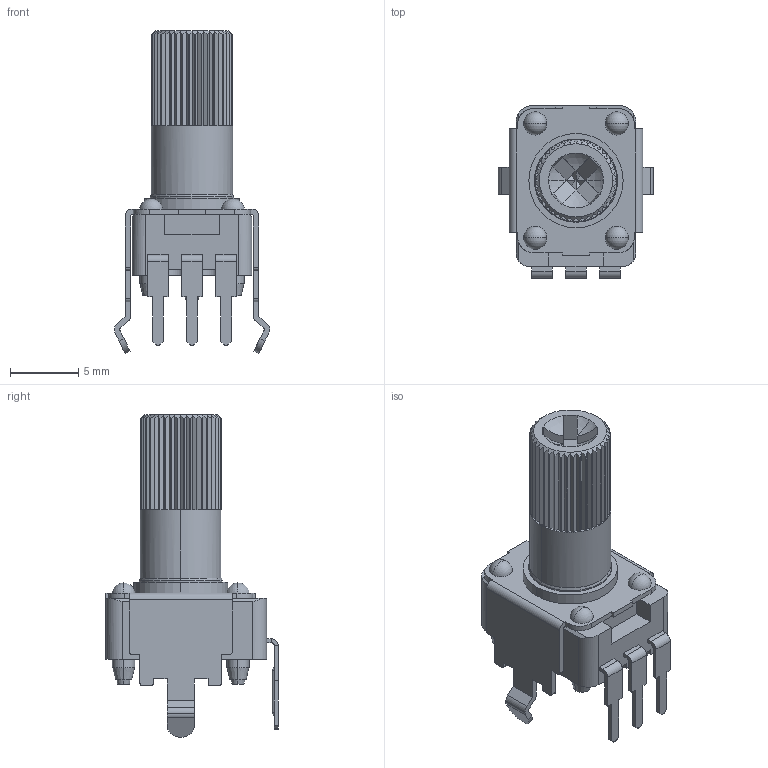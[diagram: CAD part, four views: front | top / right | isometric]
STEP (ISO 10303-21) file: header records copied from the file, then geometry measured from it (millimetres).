
FILE_DESCRIPTION (( 'STEP AP214' ), '1' );
FILE_NAME ('RK09K1130-X20.STEP', '2012-01-17T01:45:18', ( '' ), ( '' ), 'SwSTEP 2.0', 'SolidWorks 2010', '' );
FILE_SCHEMA (( 'AUTOMOTIVE_DESIGN' ));
Length unit declared in the file: millimetre
Products named in the file (1): RK09K1130-X20
Bounding box: 11.4 x 12.65 x 23.7 mm (x, y, z)
Volume: 897.9 mm3; surface area: 1090.4 mm2
Topology: 1 solids, 1 shells, 410 faces, 1095 edges, 697 vertices
Faces by surface type: plane 285, cylinder 75, cone 26, sphere 24
Entity records: 17225 total; most frequent: CARTESIAN_POINT 2441, ORIENTED_EDGE 2162, DIRECTION 2123, EDGE_CURVE 1081, AXIS2_PLACEMENT_3D 715, VERTEX_POINT 697, LINE 693, VECTOR 693
